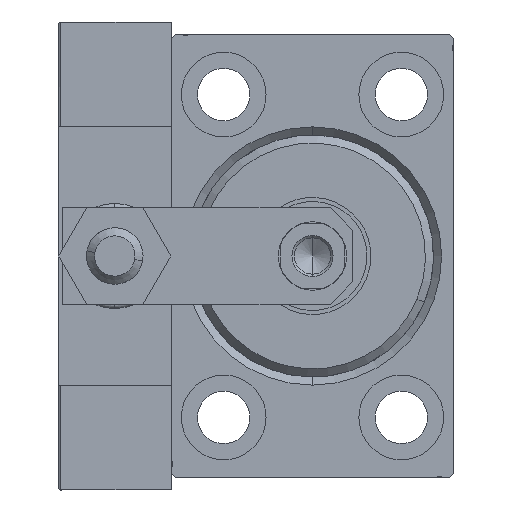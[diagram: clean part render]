
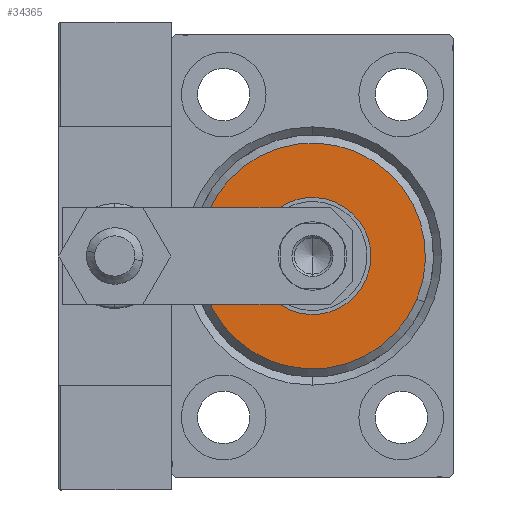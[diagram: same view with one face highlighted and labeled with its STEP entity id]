
A CAD part, left-side view. The second image highlights one B-rep face of the part: STEP entity #34365.
In plain terms, the highlighted face is planar.
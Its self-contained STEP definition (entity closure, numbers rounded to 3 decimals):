
#800 = AXIS2_PLACEMENT_3D ( 'NONE', #15808, #23757, #7863 ) ;
#3208 = VERTEX_POINT ( 'NONE', #35248 ) ;
#3715 = DIRECTION ( 'NONE',  ( 0., 0., -1. ) ) ;
#6387 = FACE_BOUND ( 'NONE', #25906, .T. ) ;
#6638 = DIRECTION ( 'NONE',  ( 1., 0., 0. ) ) ;
#7642 = CARTESIAN_POINT ( 'NONE',  ( 3., 0., 7.25 ) ) ;
#7863 = DIRECTION ( 'NONE',  ( 0., 0., -1. ) ) ;
#9331 = EDGE_LOOP ( 'NONE', ( #32231, #14339 ) ) ;
#11120 = CARTESIAN_POINT ( 'NONE',  ( 3., 0., -7.25 ) ) ;
#12927 = EDGE_CURVE ( 'NONE', #32828, #17009, #38364, .T. ) ;
#14339 = ORIENTED_EDGE ( 'NONE', *, *, #20848, .T. ) ;
#14596 = FACE_OUTER_BOUND ( 'NONE', #9331, .T. ) ;
#15808 = CARTESIAN_POINT ( 'NONE',  ( 3., 0., 0. ) ) ;
#17009 = VERTEX_POINT ( 'NONE', #11120 ) ;
#17266 = EDGE_CURVE ( 'NONE', #17009, #32828, #44955, .T. ) ;
#19019 = CARTESIAN_POINT ( 'NONE',  ( 3., 0., 0. ) ) ;
#20848 = EDGE_CURVE ( 'NONE', #3208, #38086, #21285, .T. ) ;
#21285 = CIRCLE ( 'NONE', #800, 14. ) ;
#22062 = CARTESIAN_POINT ( 'NONE',  ( 3., 0., 0. ) ) ;
#22314 = DIRECTION ( 'NONE',  ( 1., 0., 0. ) ) ;
#22859 = DIRECTION ( 'NONE',  ( 0., 0., -1. ) ) ;
#23652 = EDGE_CURVE ( 'NONE', #38086, #3208, #43517, .T. ) ;
#23757 = DIRECTION ( 'NONE',  ( 1., 0., 0. ) ) ;
#24126 = AXIS2_PLACEMENT_3D ( 'NONE', #34353, #6638, #37689 ) ;
#25391 = DIRECTION ( 'NONE',  ( 0., 0., -1. ) ) ;
#25906 = EDGE_LOOP ( 'NONE', ( #30769, #31083 ) ) ;
#26185 = DIRECTION ( 'NONE',  ( 1., 0., 0. ) ) ;
#26194 = CARTESIAN_POINT ( 'NONE',  ( 3., 0., 14. ) ) ;
#27554 = CARTESIAN_POINT ( 'NONE',  ( 3., 0., 0. ) ) ;
#30228 = PLANE ( 'NONE',  #24126 ) ;
#30769 = ORIENTED_EDGE ( 'NONE', *, *, #17266, .F. ) ;
#31083 = ORIENTED_EDGE ( 'NONE', *, *, #12927, .F. ) ;
#31245 = AXIS2_PLACEMENT_3D ( 'NONE', #22062, #22314, #25391 ) ;
#32231 = ORIENTED_EDGE ( 'NONE', *, *, #23652, .T. ) ;
#32828 = VERTEX_POINT ( 'NONE', #7642 ) ;
#34353 = CARTESIAN_POINT ( 'NONE',  ( 3., 0., 0. ) ) ;
#34365 = ADVANCED_FACE ( 'NONE', ( #14596, #6387 ), #30228, .T. ) ;
#35160 = AXIS2_PLACEMENT_3D ( 'NONE', #19019, #26185, #22859 ) ;
#35248 = CARTESIAN_POINT ( 'NONE',  ( 3., 0., -14. ) ) ;
#37689 = DIRECTION ( 'NONE',  ( 0., 0., -1. ) ) ;
#38086 = VERTEX_POINT ( 'NONE', #26194 ) ;
#38364 = CIRCLE ( 'NONE', #44922, 7.25 ) ;
#43517 = CIRCLE ( 'NONE', #31245, 14. ) ;
#44922 = AXIS2_PLACEMENT_3D ( 'NONE', #27554, #47333, #3715 ) ;
#44955 = CIRCLE ( 'NONE', #35160, 7.25 ) ;
#47333 = DIRECTION ( 'NONE',  ( 1., 0., 0. ) ) ;
